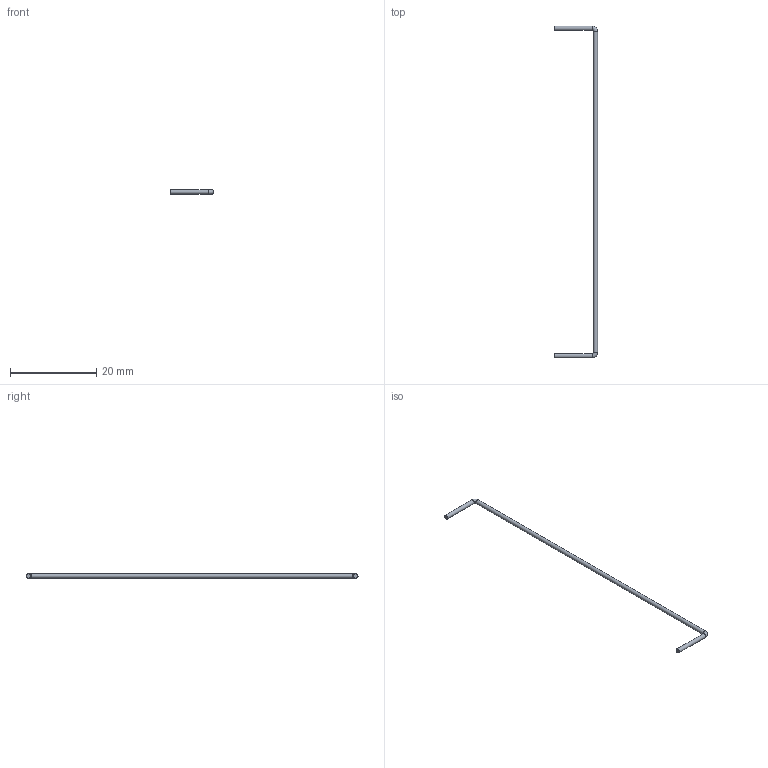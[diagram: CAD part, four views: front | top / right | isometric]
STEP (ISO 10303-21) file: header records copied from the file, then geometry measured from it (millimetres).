
FILE_DESCRIPTION(/* description */ (''),/* implementation_level */ '2;1');
FILE_NAME(/* name */ '76mm Stabiliser Wire.step',/* time_stamp */ '2021-02-09T20:39:01+13:00',/* author */ (''),/* organization */ (''),/* preprocessor_version */ 'ST-DEVELOPER v18.1',/* originating_system */ 'Autodesk Translation Framework v9.7.1.1290',/* authorisation */ '');
FILE_SCHEMA (('AUTOMOTIVE_DESIGN { 1 0 10303 214 3 1 1 }'));
Length unit declared in the file: millimetre
Products named in the file (1): 76mm Stabiliser Wire
Bounding box: 10 x 77 x 1 mm (x, y, z)
Volume: 74.1 mm3; surface area: 298 mm2
Topology: 1 solids, 1 shells, 7 faces, 11 edges, 6 vertices
Faces by surface type: cylinder 3, torus 2, plane 2
Full cylindrical faces by diameter (mm): 1 x3
Entity records: 194 total; most frequent: DIRECTION 35, CARTESIAN_POINT 25, ORIENTED_EDGE 22, AXIS2_PLACEMENT_3D 16, EDGE_CURVE 11, CIRCLE 8, FACE_OUTER_BOUND 7, EDGE_LOOP 7
